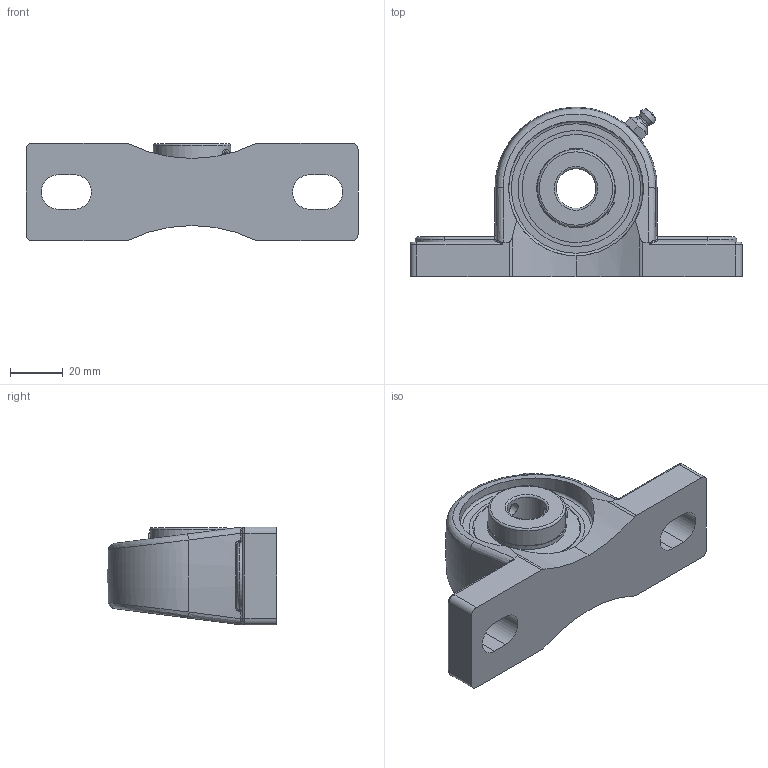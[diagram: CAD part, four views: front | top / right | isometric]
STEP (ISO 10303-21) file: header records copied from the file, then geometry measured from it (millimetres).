
FILE_DESCRIPTION(('HOOPS Exchange Step'),'2;1');
FILE_NAME('export-C948911B-E23C-4BA1-B4FE-4E9A26E0A445.stp','2019-12-13T14:22:16-08:00',('ibuslach'),('Alibre'),'HOOPS Exchange 2019.2','Alibre','Unknown authorisation');
FILE_SCHEMA( ('AP242_MANAGED_MODEL_BASED_3D_ENGINEERING_MIM_LF {1 0 10303 442 1 1 4 }') );
Length unit declared in the file: centimetre
Products named in the file (7): MRN SP 201-204; UCP ZERK 5mm; SUC 202 RACES; SUC 201 SS; SUC 201 SHIELD; MRN SUC 202; MRN SUCP 202
Assembly tree (8 placements, depth 3):
  MRN SUCP 202
    MRN SP 201-204
    UCP ZERK 5mm
    MRN SUC 202
      SUC 202 RACES
      SUC 201 SS  x2
      SUC 201 SHIELD  x2
Bounding box: 125.5 x 63.97 x 37 mm (x, y, z)
Volume: 99744.6 mm3; surface area: 36623.2 mm2
Topology: 8 solids, 8 shells, 205 faces, 537 edges, 342 vertices
Faces by surface type: cylinder 67, plane 65, torus 26, bspline 22, cone 16, sphere 9
Full cylindrical faces by diameter (mm): 1.502 x2, 4.917 x4, 5 x2, 15 x1, 29.21 x3, 29.718 x2, 40 x1, 40.792 x2, 50.911 x2
Entity records: 14252 total; most frequent: CARTESIAN_POINT 9484, DIRECTION 977, ORIENTED_EDGE 968, EDGE_CURVE 484, AXIS2_PLACEMENT_3D 406, VERTEX_POINT 311, EDGE_LOOP 211, FACE_BOUND 211
